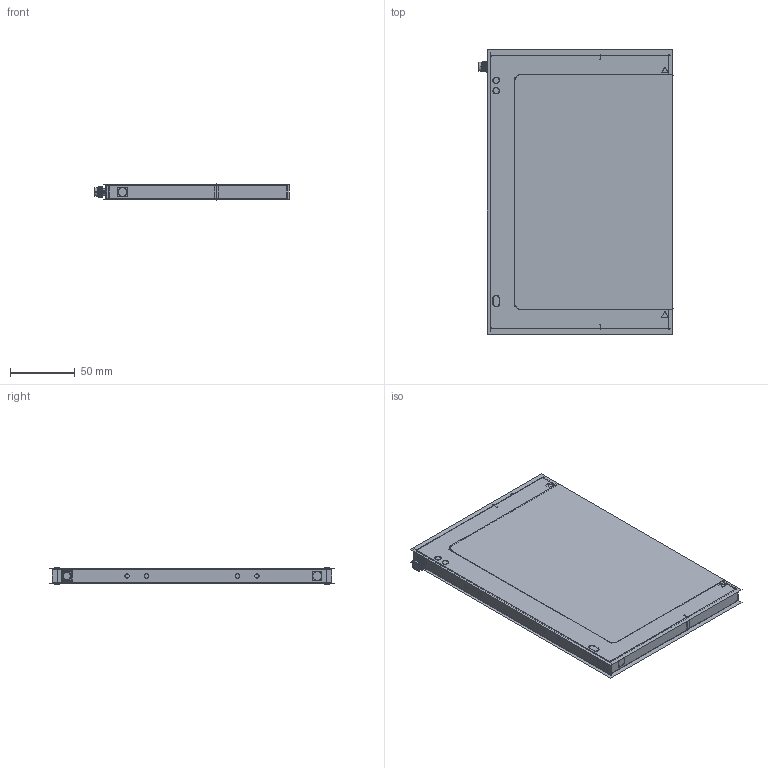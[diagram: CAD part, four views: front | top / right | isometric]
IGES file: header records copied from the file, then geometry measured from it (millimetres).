
Start section:  PTC IGES file: 137659_sm01.igs
Global section: file name: 137659_sm01.igs; native system: Creo Parametric by PTC Inc.; preprocessor: 2019292; author: PDMAdmin; organization: Unknown; date: 20220330.090547; units: millimetre
Bounding box: 150.06 x 218.92 x 12.48 mm (x, y, z)
Volume: 95661.1 mm3; surface area: 162334.8 mm2
Topology: 1 solids, 1 shells, 570 faces, 2810 edges, 3542 vertices
Faces by surface type: revolution 300, bspline 270
